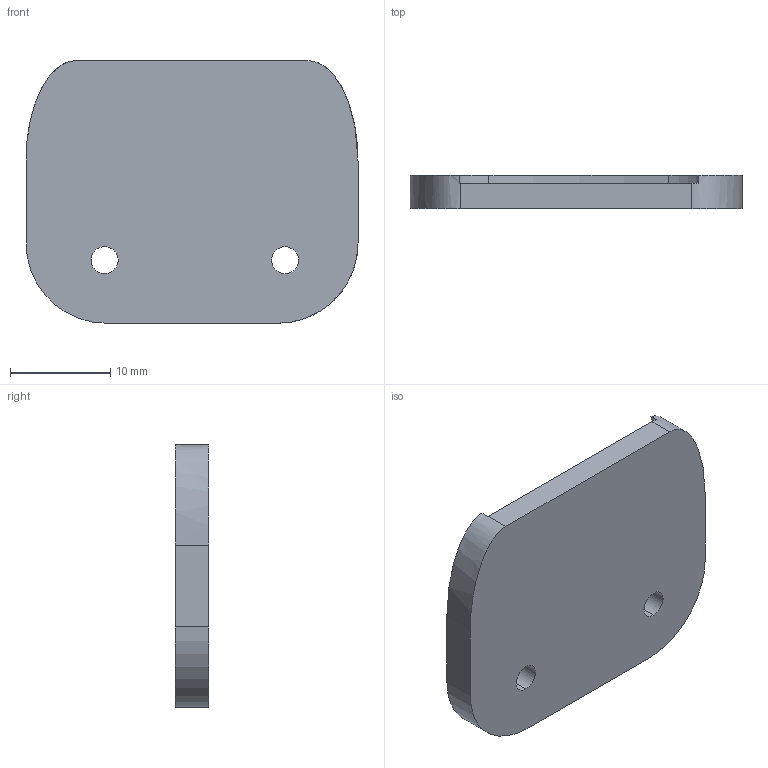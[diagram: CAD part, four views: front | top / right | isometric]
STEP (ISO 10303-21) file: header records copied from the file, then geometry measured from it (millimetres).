
FILE_DESCRIPTION (( 'STEP AP214' ), '1' );
FILE_NAME ('Sketch-1 - Bottom.STEP', '2020-12-04T20:29:51', ( '' ), ( '' ), 'SwSTEP 2.0', 'SolidWorks 2020', '' );
FILE_SCHEMA (( 'AUTOMOTIVE_DESIGN' ));
Length unit declared in the file: millimetre
Products named in the file (1): Sketch-1 - Bottom
Bounding box: 33.1 x 3.3 x 26.17 mm (x, y, z)
Volume: 2256.4 mm3; surface area: 2223.5 mm2
Topology: 1 solids, 1 shells, 112 faces, 330 edges, 220 vertices
Faces by surface type: plane 95, cylinder 15, bspline 2
Entity records: 3893 total; most frequent: CARTESIAN_POINT 862, ORIENTED_EDGE 660, DIRECTION 572, EDGE_CURVE 330, LINE 286, VECTOR 286, VERTEX_POINT 220, AXIS2_PLACEMENT_3D 143
